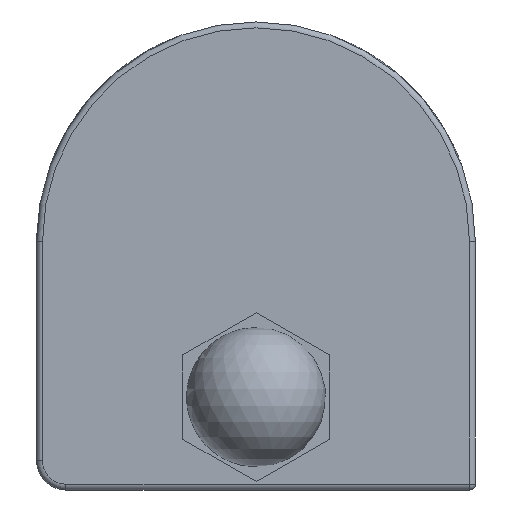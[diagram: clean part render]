
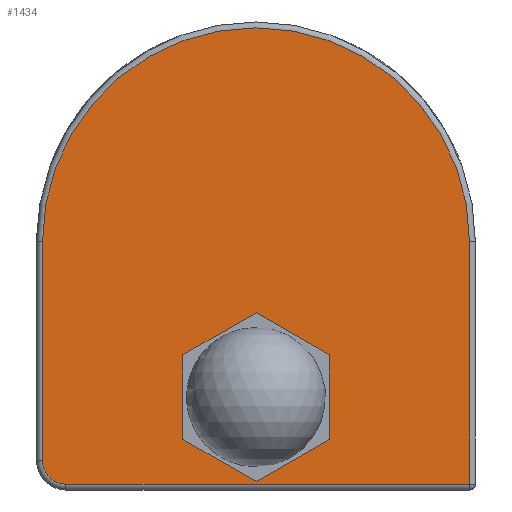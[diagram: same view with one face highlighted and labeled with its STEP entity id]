
A CAD part, front view. The second image highlights one B-rep face of the part: STEP entity #1434.
In plain terms, the highlighted planar face has unit normal (0, -1, 0).
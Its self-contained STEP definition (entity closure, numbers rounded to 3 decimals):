
#138=FACE_BOUND('',#376,.T.);
#193=CIRCLE('',#1578,2.4);
#197=CIRCLE('',#1583,14.6);
#198=CIRCLE('',#1584,1.6);
#283=FACE_OUTER_BOUND('',#375,.T.);
#375=EDGE_LOOP('',(#1086,#1087,#1088,#1089,#1090));
#376=EDGE_LOOP('',(#1091));
#473=LINE('',#2314,#547);
#474=LINE('',#2318,#548);
#475=LINE('',#2321,#549);
#547=VECTOR('',#1880,10.);
#548=VECTOR('',#1883,10.);
#549=VECTOR('',#1886,10.);
#645=VERTEX_POINT('',#2304);
#648=VERTEX_POINT('',#2312);
#649=VERTEX_POINT('',#2313);
#650=VERTEX_POINT('',#2315);
#651=VERTEX_POINT('',#2317);
#652=VERTEX_POINT('',#2319);
#808=EDGE_CURVE('',#645,#645,#193,.T.);
#812=EDGE_CURVE('',#648,#649,#473,.T.);
#813=EDGE_CURVE('',#650,#648,#197,.T.);
#814=EDGE_CURVE('',#651,#650,#474,.T.);
#815=EDGE_CURVE('',#652,#651,#198,.T.);
#816=EDGE_CURVE('',#649,#652,#475,.T.);
#1086=ORIENTED_EDGE('',*,*,#812,.F.);
#1087=ORIENTED_EDGE('',*,*,#813,.F.);
#1088=ORIENTED_EDGE('',*,*,#814,.F.);
#1089=ORIENTED_EDGE('',*,*,#815,.F.);
#1090=ORIENTED_EDGE('',*,*,#816,.F.);
#1091=ORIENTED_EDGE('',*,*,#808,.F.);
#1400=PLANE('',#1582);
#1434=ADVANCED_FACE('',(#283,#138),#1400,.F.);
#1578=AXIS2_PLACEMENT_3D('',#2305,#1870,#1871);
#1582=AXIS2_PLACEMENT_3D('',#2311,#1878,#1879);
#1583=AXIS2_PLACEMENT_3D('',#2316,#1881,#1882);
#1584=AXIS2_PLACEMENT_3D('',#2320,#1884,#1885);
#1870=DIRECTION('center_axis',(0.,-1.,0.));
#1871=DIRECTION('ref_axis',(0.,0.,1.));
#1878=DIRECTION('center_axis',(0.,1.,0.));
#1879=DIRECTION('ref_axis',(0.,0.,1.));
#1880=DIRECTION('',(0.,0.,-1.));
#1881=DIRECTION('center_axis',(0.,1.,0.));
#1882=DIRECTION('ref_axis',(0.,0.,1.));
#1883=DIRECTION('',(0.,0.,1.));
#1884=DIRECTION('center_axis',(0.,1.,0.));
#1885=DIRECTION('ref_axis',(-0.707,0.,-0.707));
#1886=DIRECTION('',(-1.,0.,0.));
#2304=CARTESIAN_POINT('',(0.006,69.845,48.309));
#2305=CARTESIAN_POINT('Origin',(0.006,69.845,50.709));
#2311=CARTESIAN_POINT('Origin',(0.,69.845,
60.359));
#2312=CARTESIAN_POINT('',(14.6,69.845,61.359));
#2313=CARTESIAN_POINT('',(14.6,69.845,44.759));
#2314=CARTESIAN_POINT('',(14.6,69.845,52.359));
#2315=CARTESIAN_POINT('',(-14.6,69.845,61.359));
#2316=CARTESIAN_POINT('Origin',(0.,69.845,
61.359));
#2317=CARTESIAN_POINT('',(-14.6,69.845,46.359));
#2318=CARTESIAN_POINT('',(-14.6,69.845,68.359));
#2319=CARTESIAN_POINT('',(-13.,69.845,44.759));
#2320=CARTESIAN_POINT('Origin',(-13.,69.845,46.359));
#2321=CARTESIAN_POINT('',(-7.5,69.845,44.759));
